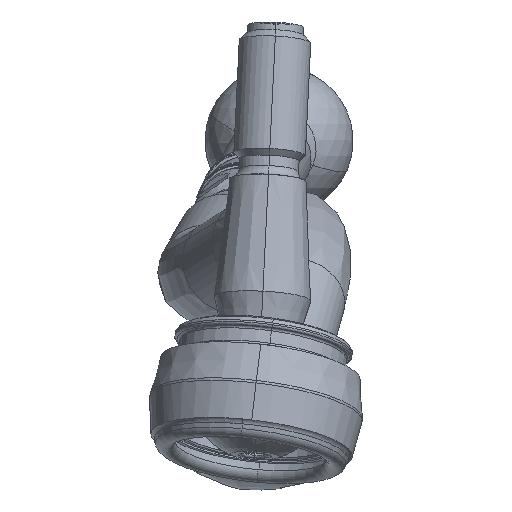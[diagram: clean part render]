
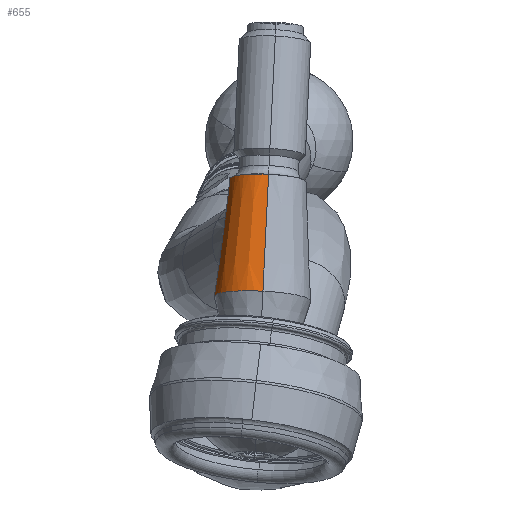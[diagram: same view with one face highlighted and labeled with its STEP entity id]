
A CAD part, front view. The second image highlights one B-rep face of the part: STEP entity #655.
In plain terms, the highlighted conical face has half-angle 4.764 degrees and reference radius 7.5 mm.
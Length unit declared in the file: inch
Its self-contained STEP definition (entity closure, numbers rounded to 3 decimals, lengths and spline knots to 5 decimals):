
#655=ADVANCED_FACE('Solid.35 (  with JELE 50349 : from *SOL1304 - wsp *MASTER -  ) ( Brep from *SOL1304 )',(#1444),#1445,.T.);
#1444=FACE_OUTER_BOUND('',#3717,.T.);
#1445=CONICAL_SURFACE('',#3718,0.29528,0.083);
#3717=EDGE_LOOP('',(#6616,#6617,#6618,#6619));
#3718=AXIS2_PLACEMENT_3D('',#6620,#6621,#6622);
#6616=ORIENTED_EDGE('',*,*,#8168,.F.);
#6617=ORIENTED_EDGE('',*,*,#8056,.T.);
#6618=ORIENTED_EDGE('',*,*,#8166,.T.);
#6619=ORIENTED_EDGE('',*,*,#8555,.F.);
#6620=CARTESIAN_POINT('',(-4.8077,-30.56872,-0.30323));
#6621=DIRECTION('',(-0.048,-0.157,-0.986));
#6622=DIRECTION('',(0.009,-0.988,0.157));
#8056=EDGE_CURVE('',#9250,#9254,#9256,.F.);
#8166=EDGE_CURVE('',#9254,#9434,#9435,.F.);
#8168=EDGE_CURVE('',#9250,#9437,#9438,.F.);
#8555=EDGE_CURVE('',#9437,#9434,#9985,.F.);
#9250=VERTEX_POINT('',#11166);
#9254=VERTEX_POINT('',#11171);
#9256=CIRCLE('',#11174,0.37238);
#9434=VERTEX_POINT('',#11580);
#9435=LINE('',#11581,#11582);
#9437=VERTEX_POINT('',#11584);
#9438=LINE('',#11585,#11586);
#9985=CIRCLE('',#12851,0.29528);
#11166=CARTESIAN_POINT('',(-4.85551,-30.34612,-1.27422));
#11171=CARTESIAN_POINT('',(-4.8488,-31.08164,-1.15756));
#11174=AXIS2_PLACEMENT_3D('',#13883,#13884,#13885);
#11580=CARTESIAN_POINT('',(-4.80504,-30.86034,-0.25698));
#11581=CARTESIAN_POINT('',(-4.82692,-30.97099,-0.70727));
#11582=VECTOR('',#14032,1.0);
#11584=CARTESIAN_POINT('',(-4.81036,-30.2771,-0.34949));
#11585=CARTESIAN_POINT('',(-4.83293,-30.31161,-0.81185));
#11586=VECTOR('',#14036,1.0);
#12851=AXIS2_PLACEMENT_3D('',#14544,#14545,#14546);
#13883=CARTESIAN_POINT('',(-4.85216,-30.71388,-1.21589));
#13884=DIRECTION('',(-0.048,-0.157,-0.986));
#13885=DIRECTION('',(0.009,-0.988,0.157));
#14032=DIRECTION('',(-0.047,-0.238,-0.97));
#14036=DIRECTION('',(-0.049,-0.074,-0.996));
#14544=CARTESIAN_POINT('',(-4.8077,-30.56872,-0.30323));
#14545=DIRECTION('',(-0.048,-0.157,-0.986));
#14546=DIRECTION('',(0.009,-0.988,0.157));
